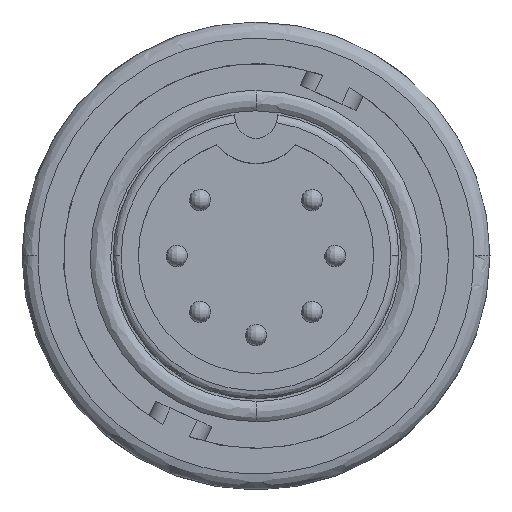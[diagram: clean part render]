
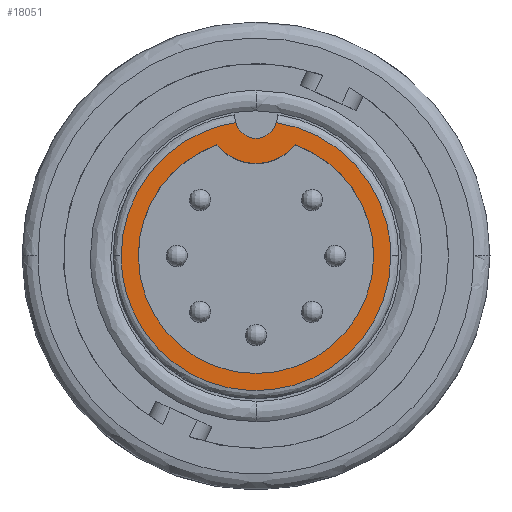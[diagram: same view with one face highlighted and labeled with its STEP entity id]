
A CAD part, top view. The second image highlights one B-rep face of the part: STEP entity #18051.
In plain terms, the highlighted planar face has unit normal (0, 0, 1).
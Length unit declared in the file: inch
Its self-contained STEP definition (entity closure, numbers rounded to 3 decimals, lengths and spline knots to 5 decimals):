
#54 = CARTESIAN_POINT ( 'NONE',  ( 0., 0.26676, 0. ) ) ;
#166 = EDGE_LOOP ( 'NONE', ( #17459, #20552, #2693, #2658 ) ) ;
#565 = CARTESIAN_POINT ( 'NONE',  ( -0.252, 0.13045, 0. ) ) ;
#1104 = CARTESIAN_POINT ( 'NONE',  ( 0.22, 0., 0. ) ) ;
#1289 = ORIENTED_EDGE ( 'NONE', *, *, #3454, .F. ) ;
#1379 = VERTEX_POINT ( 'NONE', #15584 ) ;
#1539 = VERTEX_POINT ( 'NONE', #7602 ) ;
#1649 = DIRECTION ( 'NONE',  ( 1., 0., 0. ) ) ;
#1967 = DIRECTION ( 'NONE',  ( 0., 0., -1. ) ) ;
#2658 = ORIENTED_EDGE ( 'NONE', *, *, #19086, .F. ) ;
#2693 = ORIENTED_EDGE ( 'NONE', *, *, #15456, .F. ) ;
#3454 = EDGE_CURVE ( 'NONE', #15797, #15296, #14562, .T. ) ;
#3773 = CARTESIAN_POINT ( 'NONE',  ( -0.167, 0.22941, 0. ) ) ;
#4272 = CARTESIAN_POINT ( 'NONE',  ( 0.252, 0., 0. ) ) ;
#4530 = VERTEX_POINT ( 'NONE', #6905 ) ;
#4633 = CARTESIAN_POINT ( 'NONE',  ( -0.252, 0., 0. ) ) ;
#4923 = DIRECTION ( 'NONE',  ( -1., 0., 0. ) ) ;
#5094 = DIRECTION ( 'NONE',  ( 0., 0., 1. ) ) ;
#5211 = ORIENTED_EDGE ( 'NONE', *, *, #7807, .F. ) ;
#5736 =( BOUNDED_CURVE ( )  B_SPLINE_CURVE ( 3, ( #11023, #11166, #10605, #10598 ),
 .UNSPECIFIED., .F., .F. ) 
 B_SPLINE_CURVE_WITH_KNOTS ( ( 4, 4 ),
 ( 0., 1. ),
 .UNSPECIFIED. ) 
 CURVE ( )  GEOMETRIC_REPRESENTATION_ITEM ( )  RATIONAL_B_SPLINE_CURVE ( ( 1., 0.333, 0.333, 1. ) ) 
 REPRESENTATION_ITEM ( '' )  );
#6031 = AXIS2_PLACEMENT_3D ( 'NONE', #11916, #1967, #13658 ) ;
#6860 = CIRCLE ( 'NONE', #18001, 0.22 ) ;
#6905 = CARTESIAN_POINT ( 'NONE',  ( 0.073, 0.20754, 0. ) ) ;
#6973 =( BOUNDED_CURVE ( )  B_SPLINE_CURVE ( 3, ( #11982, #565, #3773, #15548 ),
 .UNSPECIFIED., .F., .F. ) 
 B_SPLINE_CURVE_WITH_KNOTS ( ( 4, 4 ),
 ( 0., 1. ),
 .UNSPECIFIED. ) 
 CURVE ( )  GEOMETRIC_REPRESENTATION_ITEM ( )  RATIONAL_B_SPLINE_CURVE ( ( 1., 0.839, 0.839, 1. ) ) 
 REPRESENTATION_ITEM ( '' )  );
#7552 = DIRECTION ( 'NONE',  ( 0., 0., 1. ) ) ;
#7602 = CARTESIAN_POINT ( 'NONE',  ( -0.22, 0., 0. ) ) ;
#7807 = EDGE_CURVE ( 'NONE', #15296, #21103, #5736, .T. ) ;
#8272 = PLANE ( 'NONE',  #17828 ) ;
#8373 = EDGE_LOOP ( 'NONE', ( #20987, #15955, #5211, #1289 ) ) ;
#8677 = CIRCLE ( 'NONE', #12395, 0.22 ) ;
#9374 = AXIS2_PLACEMENT_3D ( 'NONE', #15264, #5094, #16878 ) ;
#9386 = EDGE_CURVE ( 'NONE', #20973, #1539, #8677, .T. ) ;
#10138 = CARTESIAN_POINT ( 'NONE',  ( 0.03805, 0.24911, 0. ) ) ;
#10154 = DIRECTION ( 'NONE',  ( 1., 0., 0. ) ) ;
#10208 = DIRECTION ( 'NONE',  ( 0., 0., 1. ) ) ;
#10229 = CARTESIAN_POINT ( 'NONE',  ( 0., 0., 0. ) ) ;
#10598 = CARTESIAN_POINT ( 'NONE',  ( -0.252, 0., 0. ) ) ;
#10605 = CARTESIAN_POINT ( 'NONE',  ( -0.252, -0.504, 0. ) ) ;
#11023 = CARTESIAN_POINT ( 'NONE',  ( 0.252, 0., 0. ) ) ;
#11066 = FACE_BOUND ( 'NONE', #166, .T. ) ;
#11166 = CARTESIAN_POINT ( 'NONE',  ( 0.252, -0.504, 0. ) ) ;
#11566 = DIRECTION ( 'NONE',  ( 0., 0., -1. ) ) ;
#11916 = CARTESIAN_POINT ( 'NONE',  ( 0., 0.259, 0. ) ) ;
#11982 = CARTESIAN_POINT ( 'NONE',  ( -0.252, 0., 0. ) ) ;
#12395 = AXIS2_PLACEMENT_3D ( 'NONE', #10229, #10208, #10154 ) ;
#12589 = EDGE_CURVE ( 'NONE', #15797, #1379, #18638, .T. ) ;
#13370 = CARTESIAN_POINT ( 'NONE',  ( 0., 0., 0. ) ) ;
#13658 = DIRECTION ( 'NONE',  ( 1., 0., 0. ) ) ;
#13998 = CIRCLE ( 'NONE', #9374, 0.22 ) ;
#14562 =( BOUNDED_CURVE ( )  B_SPLINE_CURVE ( 3, ( #19973, #19920, #19874, #19990 ),
 .UNSPECIFIED., .F., .T. ) 
 B_SPLINE_CURVE_WITH_KNOTS ( ( 4, 4 ),
 ( 0., 1. ),
 .UNSPECIFIED. ) 
 CURVE ( )  GEOMETRIC_REPRESENTATION_ITEM ( )  RATIONAL_B_SPLINE_CURVE ( ( 1., 0.839, 0.839, 1. ) ) 
 REPRESENTATION_ITEM ( '' )  );
#15073 = DIRECTION ( 'NONE',  ( 0., 0., -1. ) ) ;
#15264 = CARTESIAN_POINT ( 'NONE',  ( 0., 0., 0. ) ) ;
#15296 = VERTEX_POINT ( 'NONE', #4272 ) ;
#15456 = EDGE_CURVE ( 'NONE', #17925, #4530, #13998, .T. ) ;
#15548 = CARTESIAN_POINT ( 'NONE',  ( -0.03805, 0.24911, 0. ) ) ;
#15584 = CARTESIAN_POINT ( 'NONE',  ( -0.03805, 0.24911, 0. ) ) ;
#15797 = VERTEX_POINT ( 'NONE', #10138 ) ;
#15955 = ORIENTED_EDGE ( 'NONE', *, *, #16278, .F. ) ;
#16278 = EDGE_CURVE ( 'NONE', #21103, #1379, #6973, .T. ) ;
#16568 = CIRCLE ( 'NONE', #16980, 0.094 ) ;
#16878 = DIRECTION ( 'NONE',  ( 1., 0., 0. ) ) ;
#16980 = AXIS2_PLACEMENT_3D ( 'NONE', #54, #11566, #1649 ) ;
#17459 = ORIENTED_EDGE ( 'NONE', *, *, #9386, .F. ) ;
#17562 = CARTESIAN_POINT ( 'NONE',  ( 0., 0., 0. ) ) ;
#17699 = CARTESIAN_POINT ( 'NONE',  ( -0.073, 0.20754, 0. ) ) ;
#17828 = AXIS2_PLACEMENT_3D ( 'NONE', #13370, #15073, #4923 ) ;
#17925 = VERTEX_POINT ( 'NONE', #1104 ) ;
#18001 = AXIS2_PLACEMENT_3D ( 'NONE', #17562, #7552, #19186 ) ;
#18051 = ADVANCED_FACE ( 'NONE', ( #11066, #19350 ), #8272, .F. ) ;
#18638 = CIRCLE ( 'NONE', #6031, 0.03931 ) ;
#19086 = EDGE_CURVE ( 'NONE', #1539, #17925, #6860, .T. ) ;
#19186 = DIRECTION ( 'NONE',  ( 1., 0., 0. ) ) ;
#19350 = FACE_OUTER_BOUND ( 'NONE', #8373, .T. ) ;
#19874 = CARTESIAN_POINT ( 'NONE',  ( 0.252, 0.13045, 0. ) ) ;
#19920 = CARTESIAN_POINT ( 'NONE',  ( 0.167, 0.22941, 0. ) ) ;
#19973 = CARTESIAN_POINT ( 'NONE',  ( 0.03805, 0.24911, 0. ) ) ;
#19990 = CARTESIAN_POINT ( 'NONE',  ( 0.252, 0., 0. ) ) ;
#20552 = ORIENTED_EDGE ( 'NONE', *, *, #20553, .F. ) ;
#20553 = EDGE_CURVE ( 'NONE', #4530, #20973, #16568, .T. ) ;
#20973 = VERTEX_POINT ( 'NONE', #17699 ) ;
#20987 = ORIENTED_EDGE ( 'NONE', *, *, #12589, .T. ) ;
#21103 = VERTEX_POINT ( 'NONE', #4633 ) ;
